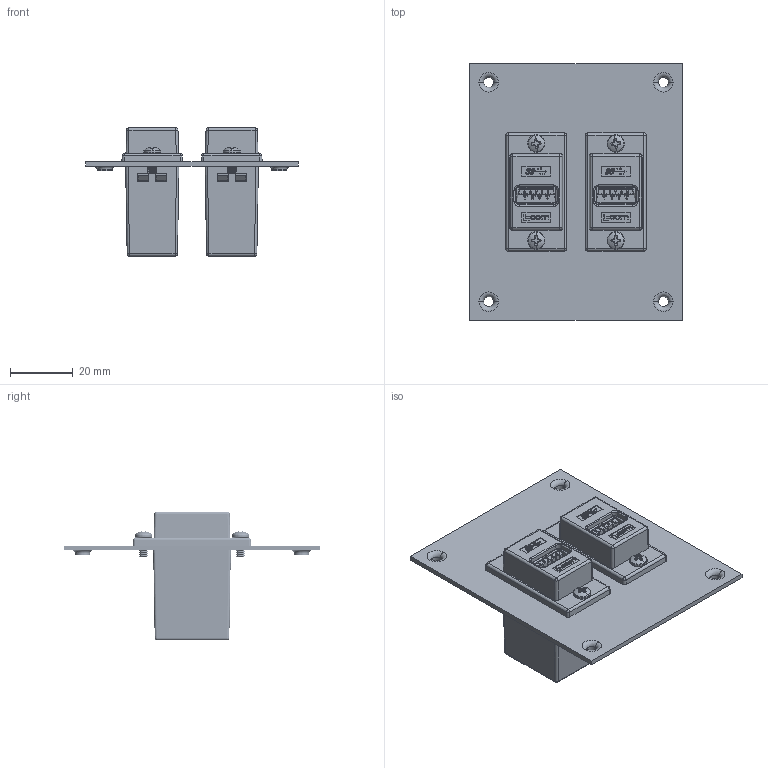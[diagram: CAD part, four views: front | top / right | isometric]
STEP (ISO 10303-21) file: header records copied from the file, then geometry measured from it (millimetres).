
FILE_DESCRIPTION (( 'STEP AP214' ), '1' );
FILE_NAME ('USP2ECF3-3UAAS-HR_3D.step', '2024-05-30T19:03:57', ( '' ), ( '' ), 'SwSTEP 2.0', 'SolidWorks 2022', '' );
FILE_SCHEMA (( 'AUTOMOTIVE_DESIGN' ));
Length unit declared in the file: inch
Products named in the file (10): Copy of 1AG01-311^Copy of ECF504-3AA_USP2ECF3-3UAAS-HR; USP229B3; Copy of 1AA05-054^Copy of ECF504-3AA-MA1_Copy of ECF504-3AA_USP2ECF3-3UAAS-HR_Crimped; Copy of 1BC01-107^Copy of ECF504-3AA-MA1_Copy of ECF504-3AA_USP2ECF3-3UAAS-HR; Copy of ECF504-3AA-MA1^Copy of ECF504-3AA_USP2ECF3-3UAAS-HR; 91772A106_91772A106; Copy of 1AM07-127^Copy of ECF504-3AA_USP2ECF3-3UAAS-HR_默认; USP2ECF3-3UAAS-HR_3D; Copy of 1AG01-312^Copy of ECF504-3AA_USP2ECF3-3UAAS-HR; Copy of ECF504-3AA^USP2ECF3-3UAAS-HR
Assembly tree (14 placements, depth 4):
  USP2ECF3-3UAAS-HR_3D
    USP229B3
    Copy of ECF504-3AA^USP2ECF3-3UAAS-HR  x2
      Copy of ECF504-3AA-MA1^Copy of ECF504-3AA_USP2ECF3-3UAAS-HR
        Copy of 1BC01-107^Copy of ECF504-3AA-MA1_Copy of ECF504-3AA_USP2ECF3-3UAAS-HR
        Copy of 1AA05-054^Copy of ECF504-3AA-MA1_Copy of ECF504-3AA_USP2ECF3-3UAAS-HR_Crimped  x2
      Copy of 1AG01-311^Copy of ECF504-3AA_USP2ECF3-3UAAS-HR
      Copy of 1AG01-312^Copy of ECF504-3AA_USP2ECF3-3UAAS-HR
      Copy of 1AM07-127^Copy of ECF504-3AA_USP2ECF3-3UAAS-HR_默认
    91772A106_91772A106  x4
Bounding box: 68.07 x 82.04 x 41.06 mm (x, y, z)
Volume: 25518.5 mm3; surface area: 39565.6 mm2
Topology: 17 solids, 17 shells, 6630 faces, 18000 edges, 11772 vertices
Faces by surface type: plane 3660, cylinder 1580, bspline 1134, torus 144, cone 68, sphere 44
Entity records: 116774 total; most frequent: CARTESIAN_POINT 42435, ORIENTED_EDGE 13612, DIRECTION 10545, EDGE_CURVE 6806, LINE 4519, VECTOR 4519, VERTEX_POINT 4456, AXIS2_PLACEMENT_3D 3013
